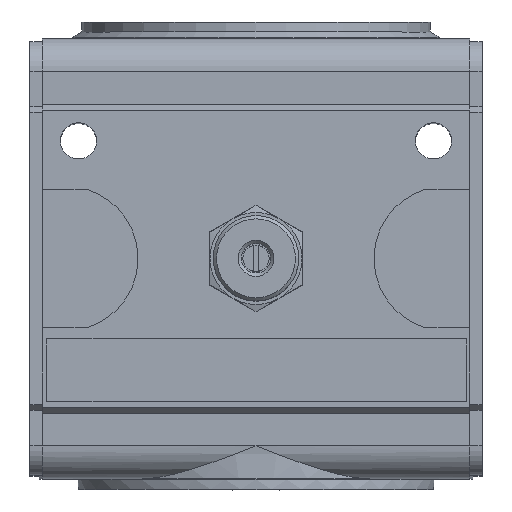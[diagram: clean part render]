
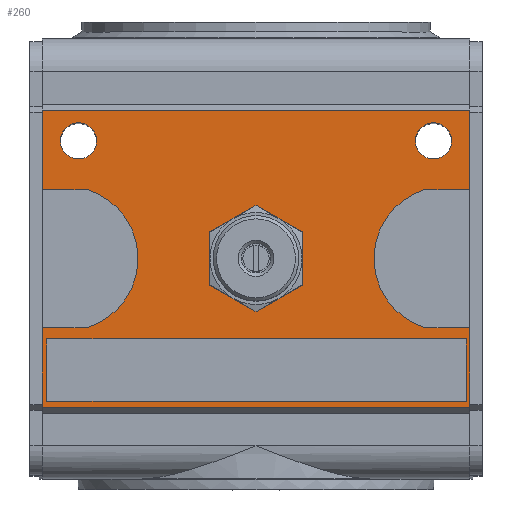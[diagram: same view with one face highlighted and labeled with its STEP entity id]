
A CAD part, top view. The second image highlights one B-rep face of the part: STEP entity #260.
In plain terms, the highlighted planar face has unit normal (0, 0, 1).
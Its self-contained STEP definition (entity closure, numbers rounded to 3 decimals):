
#260 = ADVANCED_FACE( '', ( #636, #637, #638, #639, #640 ), #641, .F. );
#636 = FACE_BOUND( '', #1093, .T. );
#637 = FACE_OUTER_BOUND( '', #1094, .T. );
#638 = FACE_BOUND( '', #1095, .T. );
#639 = FACE_BOUND( '', #1096, .T. );
#640 = FACE_BOUND( '', #1097, .T. );
#641 = PLANE( '', #1098 );
#1093 = EDGE_LOOP( '', ( #2070 ) );
#1094 = EDGE_LOOP( '', ( #2071, #2072, #2073, #2074, #2075, #2076, #2077, #2078, #2079, #2080, #2081, #2082 ) );
#1095 = EDGE_LOOP( '', ( #2083 ) );
#1096 = EDGE_LOOP( '', ( #2084 ) );
#1097 = EDGE_LOOP( '', ( #2085, #2086, #2087, #2088 ) );
#1098 = AXIS2_PLACEMENT_3D( '', #2089, #2090, #2091 );
#2070 = ORIENTED_EDGE( '', *, *, #2655, .T. );
#2071 = ORIENTED_EDGE( '', *, *, #2881, .F. );
#2072 = ORIENTED_EDGE( '', *, *, #2916, .T. );
#2073 = ORIENTED_EDGE( '', *, *, #2917, .F. );
#2074 = ORIENTED_EDGE( '', *, *, #2918, .F. );
#2075 = ORIENTED_EDGE( '', *, *, #2891, .F. );
#2076 = ORIENTED_EDGE( '', *, *, #2894, .F. );
#2077 = ORIENTED_EDGE( '', *, *, #2896, .F. );
#2078 = ORIENTED_EDGE( '', *, *, #2919, .F. );
#2079 = ORIENTED_EDGE( '', *, *, #2920, .T. );
#2080 = ORIENTED_EDGE( '', *, *, #2921, .T. );
#2081 = ORIENTED_EDGE( '', *, *, #2876, .F. );
#2082 = ORIENTED_EDGE( '', *, *, #2879, .F. );
#2083 = ORIENTED_EDGE( '', *, *, #2866, .T. );
#2084 = ORIENTED_EDGE( '', *, *, #2864, .T. );
#2085 = ORIENTED_EDGE( '', *, *, #2850, .F. );
#2086 = ORIENTED_EDGE( '', *, *, #2843, .F. );
#2087 = ORIENTED_EDGE( '', *, *, #2846, .F. );
#2088 = ORIENTED_EDGE( '', *, *, #2848, .F. );
#2089 = CARTESIAN_POINT( '', ( 32.5, 56.09, 34.5 ) );
#2090 = DIRECTION( '', ( 0., 0., -1. ) );
#2091 = DIRECTION( '', ( -1., 0., 0. ) );
#2655 = EDGE_CURVE( '', #3078, #3078, #3079, .T. );
#2843 = EDGE_CURVE( '', #3410, #3411, #3412, .T. );
#2846 = EDGE_CURVE( '', #3415, #3410, #3416, .T. );
#2848 = EDGE_CURVE( '', #3418, #3415, #3419, .T. );
#2850 = EDGE_CURVE( '', #3411, #3418, #3421, .T. );
#2864 = EDGE_CURVE( '', #3444, #3444, #3445, .T. );
#2866 = EDGE_CURVE( '', #3448, #3448, #3449, .T. );
#2876 = EDGE_CURVE( '', #3466, #3468, #3469, .T. );
#2879 = EDGE_CURVE( '', #3471, #3466, #3473, .F. );
#2881 = EDGE_CURVE( '', #3474, #3471, #3476, .T. );
#2891 = EDGE_CURVE( '', #3493, #3495, #3496, .T. );
#2894 = EDGE_CURVE( '', #3498, #3493, #3500, .F. );
#2896 = EDGE_CURVE( '', #3501, #3498, #3503, .T. );
#2916 = EDGE_CURVE( '', #3474, #3541, #3542, .T. );
#2917 = EDGE_CURVE( '', #3543, #3541, #3544, .T. );
#2918 = EDGE_CURVE( '', #3495, #3543, #3545, .T. );
#2919 = EDGE_CURVE( '', #3546, #3501, #3547, .T. );
#2920 = EDGE_CURVE( '', #3546, #3548, #3549, .T. );
#2921 = EDGE_CURVE( '', #3548, #3468, #3550, .T. );
#3078 = VERTEX_POINT( '', #3799 );
#3079 = CIRCLE( '', #3800, 6.45 );
#3410 = VERTEX_POINT( '', #4308 );
#3411 = VERTEX_POINT( '', #4309 );
#3412 = LINE( '', #4310, #4311 );
#3415 = VERTEX_POINT( '', #4316 );
#3416 = LINE( '', #4317, #4318 );
#3418 = VERTEX_POINT( '', #4321 );
#3419 = LINE( '', #4322, #4323 );
#3421 = LINE( '', #4326, #4327 );
#3444 = VERTEX_POINT( '', #4362 );
#3445 = CIRCLE( '', #4363, 2.75 );
#3448 = VERTEX_POINT( '', #4366 );
#3449 = CIRCLE( '', #4367, 2.75 );
#3466 = VERTEX_POINT( '', #4390 );
#3468 = VERTEX_POINT( '', #4393 );
#3469 = LINE( '', #4394, #4395 );
#3471 = VERTEX_POINT( '', #4398 );
#3473 = CIRCLE( '', #4401, 11. );
#3474 = VERTEX_POINT( '', #4402 );
#3476 = LINE( '', #4405, #4406 );
#3493 = VERTEX_POINT( '', #4429 );
#3495 = VERTEX_POINT( '', #4432 );
#3496 = LINE( '', #4433, #4434 );
#3498 = VERTEX_POINT( '', #4437 );
#3500 = CIRCLE( '', #4440, 11. );
#3501 = VERTEX_POINT( '', #4441 );
#3503 = LINE( '', #4444, #4445 );
#3541 = VERTEX_POINT( '', #4498 );
#3542 = LINE( '', #4499, #4500 );
#3543 = VERTEX_POINT( '', #4501 );
#3544 = LINE( '', #4502, #4503 );
#3545 = LINE( '', #4504, #4505 );
#3546 = VERTEX_POINT( '', #4506 );
#3547 = LINE( '', #4507, #4508 );
#3548 = VERTEX_POINT( '', #4509 );
#3549 = LINE( '', #4510, #4511 );
#3550 = LINE( '', #4512, #4513 );
#3799 = CARTESIAN_POINT( '', ( -6.45, 33.5, 34.5 ) );
#3800 = AXIS2_PLACEMENT_3D( '', #4902, #4903, #4904 );
#4308 = CARTESIAN_POINT( '', ( 32., 21.27, 34.5 ) );
#4309 = CARTESIAN_POINT( '', ( -31.8, 21.27, 34.5 ) );
#4310 = CARTESIAN_POINT( '', ( 32.5, 21.27, 34.5 ) );
#4311 = VECTOR( '', #5220, 1000. );
#4316 = CARTESIAN_POINT( '', ( 32., 11.77, 34.5 ) );
#4317 = CARTESIAN_POINT( '', ( 32., 56.09, 34.5 ) );
#4318 = VECTOR( '', #5223, 1000. );
#4321 = CARTESIAN_POINT( '', ( -31.8, 11.77, 34.5 ) );
#4322 = CARTESIAN_POINT( '', ( 32.5, 11.77, 34.5 ) );
#4323 = VECTOR( '', #5225, 1000. );
#4326 = CARTESIAN_POINT( '', ( -31.8, 56.09, 34.5 ) );
#4327 = VECTOR( '', #5227, 1000. );
#4362 = CARTESIAN_POINT( '', ( -29.75, 51.4, 34.5 ) );
#4363 = AXIS2_PLACEMENT_3D( '', #5243, #5244, #5245 );
#4366 = CARTESIAN_POINT( '', ( 24.25, 51.4, 34.5 ) );
#4367 = AXIS2_PLACEMENT_3D( '', #5249, #5250, #5251 );
#4390 = CARTESIAN_POINT( '', ( -25.671, 44., 34.5 ) );
#4393 = CARTESIAN_POINT( '', ( -32.5, 44., 34.5 ) );
#4394 = CARTESIAN_POINT( '', ( 32.5, 44., 34.5 ) );
#4395 = VECTOR( '', #5265, 1000. );
#4398 = CARTESIAN_POINT( '', ( -25.671, 23., 34.5 ) );
#4401 = AXIS2_PLACEMENT_3D( '', #5268, #5269, #5270 );
#4402 = CARTESIAN_POINT( '', ( -32.5, 23., 34.5 ) );
#4405 = CARTESIAN_POINT( '', ( 32.5, 23., 34.5 ) );
#4406 = VECTOR( '', #5272, 1000. );
#4429 = CARTESIAN_POINT( '', ( 25.671, 23., 34.5 ) );
#4432 = CARTESIAN_POINT( '', ( 32.5, 23., 34.5 ) );
#4433 = CARTESIAN_POINT( '', ( 32.5, 23., 34.5 ) );
#4434 = VECTOR( '', #5286, 1000. );
#4437 = CARTESIAN_POINT( '', ( 25.671, 44., 34.5 ) );
#4440 = AXIS2_PLACEMENT_3D( '', #5289, #5290, #5291 );
#4441 = CARTESIAN_POINT( '', ( 32.5, 44., 34.5 ) );
#4444 = CARTESIAN_POINT( '', ( 32.5, 44., 34.5 ) );
#4445 = VECTOR( '', #5293, 1000. );
#4498 = CARTESIAN_POINT( '', ( -32.5, 10.87, 34.5 ) );
#4499 = CARTESIAN_POINT( '', ( -32.5, 56.09, 34.5 ) );
#4500 = VECTOR( '', #5321, 1000. );
#4501 = CARTESIAN_POINT( '', ( 32.5, 10.87, 34.5 ) );
#4502 = CARTESIAN_POINT( '', ( 32.5, 10.87, 34.5 ) );
#4503 = VECTOR( '', #5322, 1000. );
#4504 = CARTESIAN_POINT( '', ( 32.5, 56.09, 34.5 ) );
#4505 = VECTOR( '', #5323, 1000. );
#4506 = CARTESIAN_POINT( '', ( 32.5, 56.09, 34.5 ) );
#4507 = CARTESIAN_POINT( '', ( 32.5, 56.09, 34.5 ) );
#4508 = VECTOR( '', #5324, 1000. );
#4509 = CARTESIAN_POINT( '', ( -32.5, 56.09, 34.5 ) );
#4510 = CARTESIAN_POINT( '', ( 32.5, 56.09, 34.5 ) );
#4511 = VECTOR( '', #5325, 1000. );
#4512 = CARTESIAN_POINT( '', ( -32.5, 56.09, 34.5 ) );
#4513 = VECTOR( '', #5326, 1000. );
#4902 = CARTESIAN_POINT( '', ( 0., 33.5, 34.5 ) );
#4903 = DIRECTION( '', ( 0., 0., -1. ) );
#4904 = DIRECTION( '', ( -1., 0., 0. ) );
#5220 = DIRECTION( '', ( -1., 0., 0. ) );
#5223 = DIRECTION( '', ( 0., 1., 0. ) );
#5225 = DIRECTION( '', ( 1., 0., 0. ) );
#5227 = DIRECTION( '', ( 0., -1., 0. ) );
#5243 = CARTESIAN_POINT( '', ( -27., 51.4, 34.5 ) );
#5244 = DIRECTION( '', ( 0., 0., -1. ) );
#5245 = DIRECTION( '', ( -1., 0., 0. ) );
#5249 = CARTESIAN_POINT( '', ( 27., 51.4, 34.5 ) );
#5250 = DIRECTION( '', ( 0., 0., -1. ) );
#5251 = DIRECTION( '', ( -1., 0., 0. ) );
#5265 = DIRECTION( '', ( -1., 0., 0. ) );
#5268 = CARTESIAN_POINT( '', ( -28.95, 33.5, 34.5 ) );
#5269 = DIRECTION( '', ( 0., 0., -1. ) );
#5270 = DIRECTION( '', ( -1., 0., 0. ) );
#5272 = DIRECTION( '', ( 1., 0., 0. ) );
#5286 = DIRECTION( '', ( 1., 0., 0. ) );
#5289 = CARTESIAN_POINT( '', ( 28.95, 33.5, 34.5 ) );
#5290 = DIRECTION( '', ( 0., 0., -1. ) );
#5291 = DIRECTION( '', ( -1., 0., 0. ) );
#5293 = DIRECTION( '', ( -1., 0., 0. ) );
#5321 = DIRECTION( '', ( 0., -1., 0. ) );
#5322 = DIRECTION( '', ( -1., 0., 0. ) );
#5323 = DIRECTION( '', ( 0., -1., 0. ) );
#5324 = DIRECTION( '', ( 0., -1., 0. ) );
#5325 = DIRECTION( '', ( -1., 0., 0. ) );
#5326 = DIRECTION( '', ( 0., -1., 0. ) );
